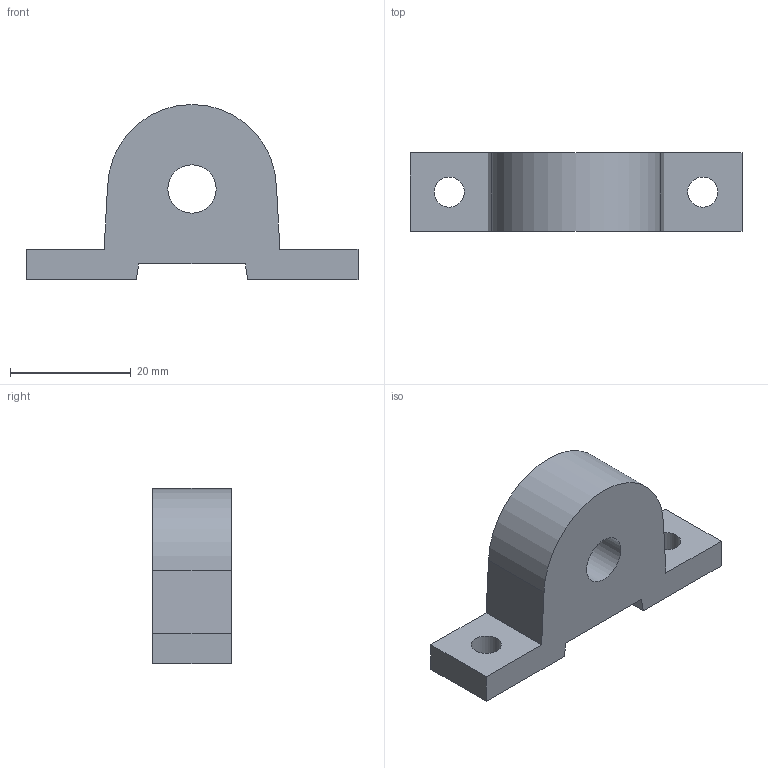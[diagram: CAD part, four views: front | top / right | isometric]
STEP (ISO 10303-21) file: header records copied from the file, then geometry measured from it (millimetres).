
FILE_DESCRIPTION(('FreeCAD Model'),'2;1');
FILE_NAME('Open CASCADE Shape Model','2025-09-20T17:36:03',(''),(''), 'Open CASCADE STEP processor 7.8','FreeCAD','Unknown');
FILE_SCHEMA(('AUTOMOTIVE_DESIGN { 1 0 10303 214 1 1 1 1 }'));
Length unit declared in the file: millimetre
Products named in the file (1): KP08 Bearing Bracket
Bounding box: 55 x 13 x 29 mm (x, y, z)
Volume: 9835.4 mm3; surface area: 4019.6 mm2
Topology: 1 solids, 1 shells, 17 faces, 49 edges, 34 vertices
Faces by surface type: plane 13, cylinder 4
Full cylindrical faces by diameter (mm): 5 x2, 8 x1
Entity records: 602 total; most frequent: CARTESIAN_POINT 102, ORIENTED_EDGE 98, DIRECTION 96, EDGE_CURVE 49, LINE 36, VECTOR 36, VERTEX_POINT 34, AXIS2_PLACEMENT_3D 30
